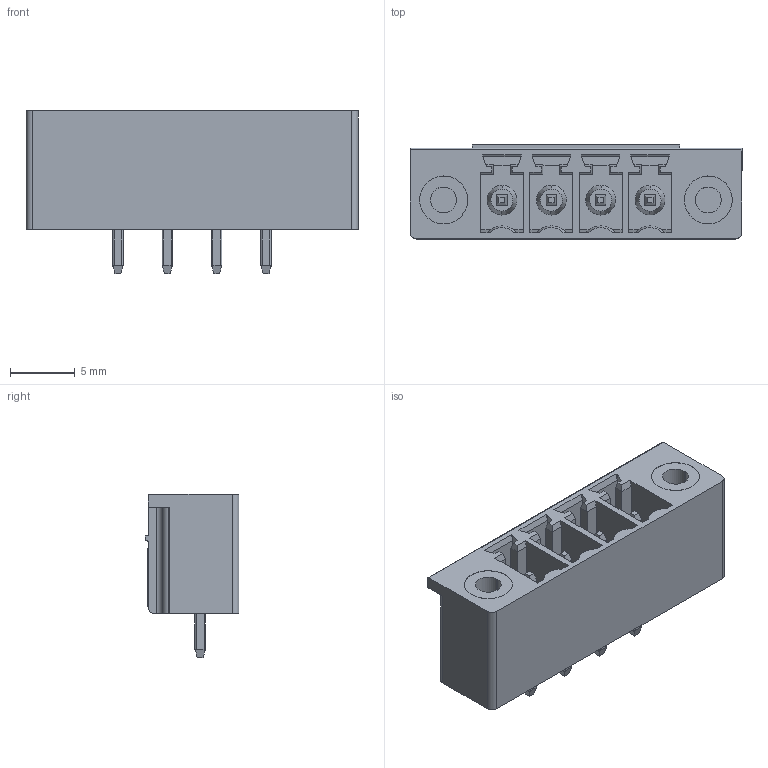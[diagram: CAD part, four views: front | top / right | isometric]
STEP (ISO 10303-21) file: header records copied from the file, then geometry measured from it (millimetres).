
FILE_DESCRIPTION(('STEP AP214'),'1');
FILE_NAME('cctmp_FA31DCB5-36C6-468A-A4E5-C3C0673141A5_2023_02_22_10_46_27_0270_6060..stp','2023-02-22T10:46:27',('PHOENIX CONTACT Deutschland GmbH'),('CADClick - www.CADClick.com'),'Spatial InterOp 3D',' ','unknown authorization');
FILE_SCHEMA(('AUTOMOTIVE_DESIGN'));
Length unit declared in the file: millimetre
Products named in the file (6): 2023_02_22_10_46_27_0019; 2023_02_22_10_46_27_0270; 2023_02_22_10_46_27_0255; 2023_02_22_10_46_27_0239; 2023_02_22_10_46_27_0223; 2023_02_22_10_46_27_0176
Assembly tree (5 placements, depth 2):
  2023_02_22_10_46_27_0019
    2023_02_22_10_46_27_0270
    2023_02_22_10_46_27_0255
    2023_02_22_10_46_27_0239
    2023_02_22_10_46_27_0223
    2023_02_22_10_46_27_0176
Bounding box: 25.63 x 7.25 x 12.6 mm (x, y, z)
Volume: 1065.8 mm3; surface area: 1876.3 mm2
Topology: 5 solids, 5 shells, 722 faces, 2013 edges, 1333 vertices
Faces by surface type: plane 598, cylinder 92, cone 24, sphere 8
Entity records: 45593 total; most frequent: CARTESIAN_POINT 5218, ORIENTED_EDGE 4010, STYLED_ITEM 3895, PRESENTATION_STYLE_ASSIGNMENT 3895, COLOUR_RGB 3895, DIRECTION 3602, EDGE_CURVE 2005, CURVE_STYLE 1944
